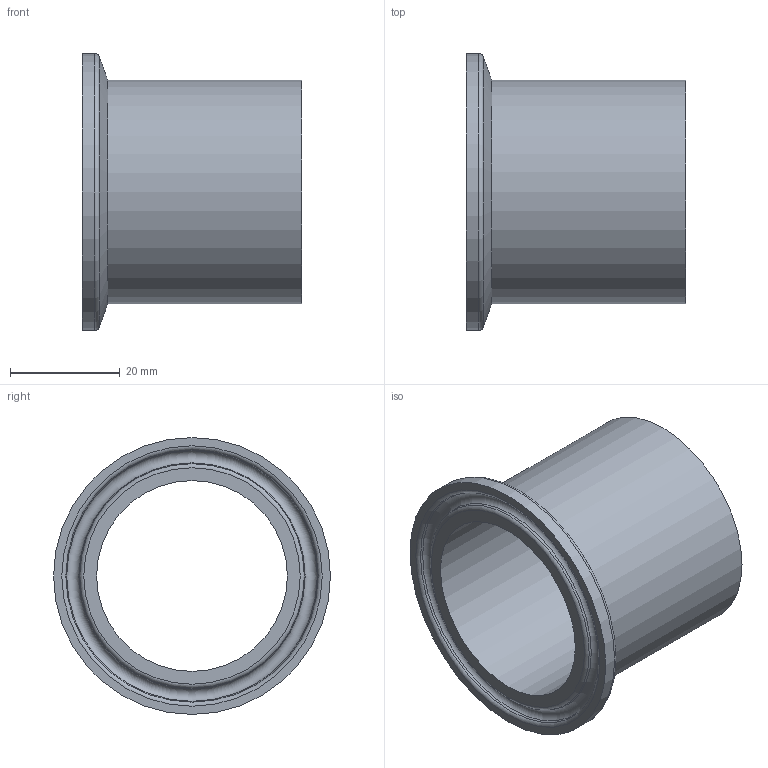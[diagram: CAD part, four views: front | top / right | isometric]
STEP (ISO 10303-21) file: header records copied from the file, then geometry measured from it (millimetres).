
FILE_DESCRIPTION( ( '' ), ' ' );
FILE_NAME( '5ea43dbcdffa8213e17935f1.step', '2020-04-25T13:40:12', ( '' ), ( '' ), ' ', ' ', ' ' );
FILE_SCHEMA( ( 'AUTOMOTIVE_DESIGN { 1 0 10303 214 1 1 1 1 }' ) );
Length unit declared in the file: metre
Products named in the file (1): Part 1
Bounding box: 40 x 50.5 x 50.5 mm (x, y, z)
Volume: 16336.8 mm3; surface area: 11691.2 mm2
Topology: 1 solids, 1 shells, 13 faces, 27 edges, 17 vertices
Faces by surface type: torus 4, plane 3, cylinder 3, cone 3
Full cylindrical faces by diameter (mm): 34.8 x1, 40.8 x1, 50.5 x1
Entity records: 388 total; most frequent: DIRECTION 54, CARTESIAN_POINT 40, AXIS2_PLACEMENT_3D 27, EDGE_LOOP 26, ORIENTED_EDGE 26, FACE_OUTER_BOUND 20, STYLED_ITEM 13, PRESENTATION_STYLE_ASSIGNMENT 13
